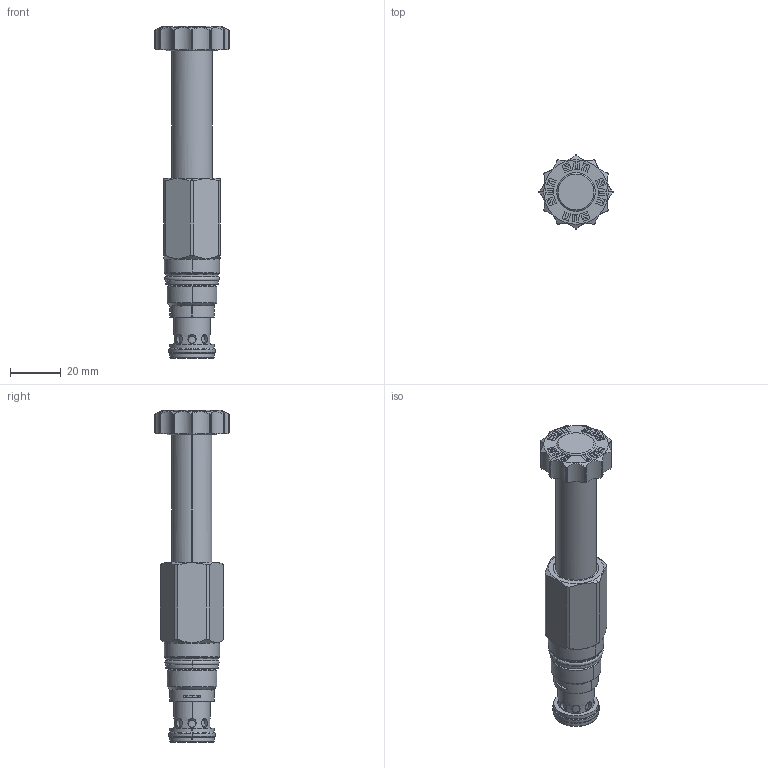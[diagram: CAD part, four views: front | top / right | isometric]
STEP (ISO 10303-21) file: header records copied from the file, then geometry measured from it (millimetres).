
FILE_DESCRIPTION((''),'2;1');
FILE_NAME('DFCJXCN_SW_PRT','2020-08-05T',('charlief'),(''),'PRO/ENGINEER BY PARAMETRIC TECHNOLOGY CORPORATION, 2016010','PRO/ENGINEER BY PARAMETRIC TECHNOLOGY CORPORATION, 2016010','');
FILE_SCHEMA(('CONFIG_CONTROL_DESIGN'));
Products named in the file (1): DFCJXCN_SW_PRT
Bounding box: 29.21 x 29.21 x 130.71 mm (x, y, z)
Surface area: 14141.5 mm2 (no closed solid volume)
Topology: 0 solids, 0 shells, 400 faces, 2048 edges, 2040 vertices
Faces by surface type: bspline 376, torus 24
Entity records: 53290 total; most frequent: CARTESIAN_POINT 35314, DIRECTION 2737, TRIMMED_CURVE 2390, VECTOR 2091, LINE 2091, DEFINITIONAL_REPRESENTATION 2032, PCURVE 2032, COMPOSITE_CURVE_SEGMENT 2032
